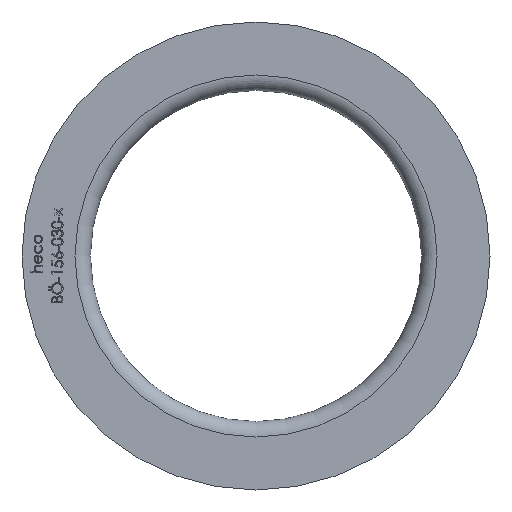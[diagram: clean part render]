
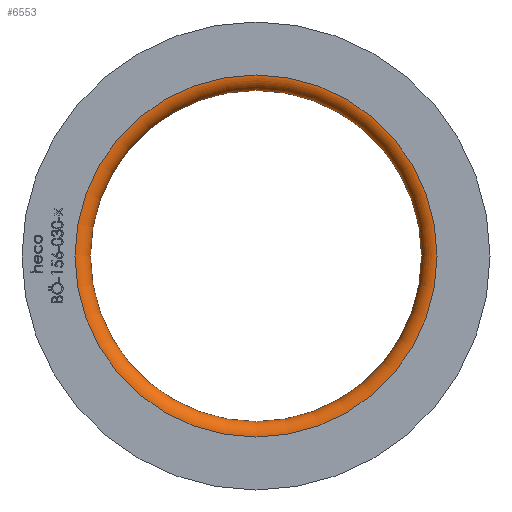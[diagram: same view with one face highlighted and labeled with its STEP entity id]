
A CAD part, left-side view. The second image highlights one B-rep face of the part: STEP entity #6553.
In plain terms, the highlighted toroidal (fillet/blend) face has major radius 82 mm and minor radius 7 mm.
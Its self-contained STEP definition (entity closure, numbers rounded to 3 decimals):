
#1786 = CIRCLE ( 'NONE', #5956, 75. ) ;
#2126 = VERTEX_POINT ( 'NONE', #8174 ) ;
#2617 = FACE_OUTER_BOUND ( 'NONE', #3757, .T. ) ;
#2845 = EDGE_CURVE ( 'NONE', #2126, #2126, #1786, .T. ) ;
#3724 = CIRCLE ( 'NONE', #12370, 82. ) ;
#3757 = EDGE_LOOP ( 'NONE', ( #7040 ) ) ;
#5956 = AXIS2_PLACEMENT_3D ( 'NONE', #13070, #6089, #9658 ) ;
#6089 = DIRECTION ( 'NONE',  ( -1., 0., 0. ) ) ;
#6423 = DIRECTION ( 'NONE',  ( -1., 0., 0. ) ) ;
#6553 = ADVANCED_FACE ( 'NONE', ( #12133, #2617 ), #7881, .T. ) ;
#7040 = ORIENTED_EDGE ( 'NONE', *, *, #14859, .T. ) ;
#7553 = CARTESIAN_POINT ( 'NONE',  ( 0., 0., 0. ) ) ;
#7881 = TOROIDAL_SURFACE ( 'NONE', #8377, 82., 7. ) ;
#8174 = CARTESIAN_POINT ( 'NONE',  ( 7., 0., 75. ) ) ;
#8377 = AXIS2_PLACEMENT_3D ( 'NONE', #8529, #8615, #14373 ) ;
#8529 = CARTESIAN_POINT ( 'NONE',  ( 7., 0., 0. ) ) ;
#8615 = DIRECTION ( 'NONE',  ( -1., 0., 0. ) ) ;
#9658 = DIRECTION ( 'NONE',  ( 0., 0., 1. ) ) ;
#9824 = ORIENTED_EDGE ( 'NONE', *, *, #2845, .F. ) ;
#10629 = EDGE_LOOP ( 'NONE', ( #9824 ) ) ;
#11152 = DIRECTION ( 'NONE',  ( 0., 0., 1. ) ) ;
#12133 = FACE_OUTER_BOUND ( 'NONE', #10629, .T. ) ;
#12370 = AXIS2_PLACEMENT_3D ( 'NONE', #7553, #6423, #11152 ) ;
#12855 = CARTESIAN_POINT ( 'NONE',  ( 0., 0., 82. ) ) ;
#13070 = CARTESIAN_POINT ( 'NONE',  ( 7., 0., 0. ) ) ;
#14373 = DIRECTION ( 'NONE',  ( 0., 0., 1. ) ) ;
#14859 = EDGE_CURVE ( 'NONE', #15235, #15235, #3724, .T. ) ;
#15235 = VERTEX_POINT ( 'NONE', #12855 ) ;
